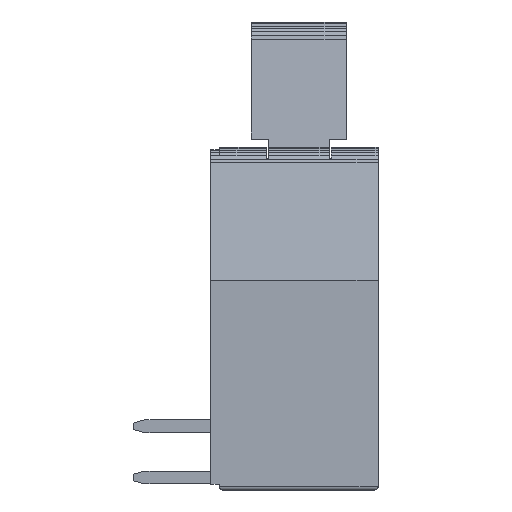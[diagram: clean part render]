
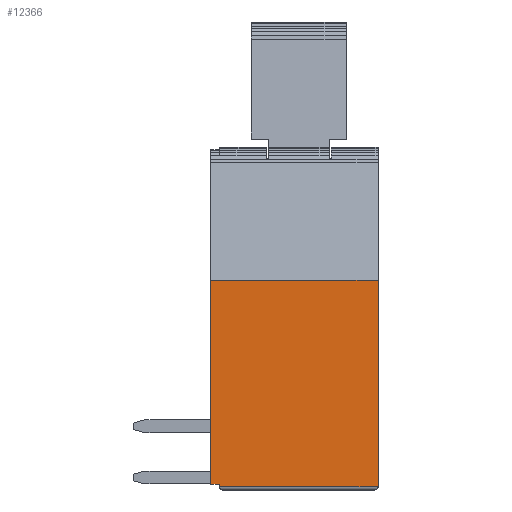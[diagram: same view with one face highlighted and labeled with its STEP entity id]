
A CAD part, left-side view. The second image highlights one B-rep face of the part: STEP entity #12366.
In plain terms, the highlighted planar face has unit normal (-1, 0, 0).
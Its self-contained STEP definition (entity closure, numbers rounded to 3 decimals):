
#4602=EDGE_CURVE('',#5150,#5252,#13709,.T.);
#5150=VERTEX_POINT('',#14305);
#5252=VERTEX_POINT('',#14415);
#5570=EDGE_CURVE('',#12552,#12508,#14753,.T.);
#9050=EDGE_CURVE('',#9746,#12552,#18566,.T.);
#9646=EDGE_CURVE('',#10674,#5252,#19215,.T.);
#9746=VERTEX_POINT('',#19328);
#10068=EDGE_CURVE('',#12508,#10674,#19680,.T.);
#10674=VERTEX_POINT('',#20338);
#11196=EDGE_CURVE('',#9746,#5150,#20907,.T.);
#12366=ADVANCED_FACE('',(#22226),#22227,.T.);
#12508=VERTEX_POINT('',#22380);
#12552=VERTEX_POINT('',#22430);
#13709=LINE('',#23701,#23702);
#14305=CARTESIAN_POINT('',(-35.,0.0,0.15));
#14415=CARTESIAN_POINT('',(-35.,0.0,10.4));
#14753=LINE('',#25234,#25235);
#18566=LINE('',#30691,#30692);
#19215=LINE('',#31627,#31628);
#19328=CARTESIAN_POINT('',(-35.0,7.857,0.15));
#19680=LINE('',#32314,#32315);
#20338=CARTESIAN_POINT('',(-35.,8.3,10.4));
#20907=LINE('',#34089,#34090);
#22226=FACE_OUTER_BOUND('',#35983,.T.);
#22227=PLANE('',#35984);
#22380=CARTESIAN_POINT('',(-35.0,8.3,0.294));
#22430=CARTESIAN_POINT('',(-35.0,7.857,0.294));
#23701=CARTESIAN_POINT('',(-35.0,0.,0.0));
#23702=VECTOR('',#38072,1.0);
#25234=CARTESIAN_POINT('',(-35.0,4.154,0.294));
#25235=VECTOR('',#39099,1.0);
#30691=CARTESIAN_POINT('',(-35.0,7.857,0.147));
#30692=VECTOR('',#43053,1.0);
#31627=CARTESIAN_POINT('',(-35.,4.15,10.4));
#31628=VECTOR('',#43666,1.0);
#32314=CARTESIAN_POINT('',(-35.0,8.3,0.0));
#32315=VECTOR('',#44148,1.0);
#34089=CARTESIAN_POINT('',(-35.0,4.15,0.15));
#34090=VECTOR('',#45321,1.0);
#35983=EDGE_LOOP('',(#46754,#46755,#46756,#46757,#46758,#46759));
#35984=AXIS2_PLACEMENT_3D('',#46760,#46761,#46762);
#38072=DIRECTION('',(0.0,0.0,1.0));
#39099=DIRECTION('',(0.0,1.0,0.));
#43053=DIRECTION('',(0.0,0.,1.0));
#43666=DIRECTION('',(0.0,-1.0,0.));
#44148=DIRECTION('',(0.0,0.0,1.0));
#45321=DIRECTION('',(0.0,-1.0,0.));
#46754=ORIENTED_EDGE('',*,*,#9050,.F.);
#46755=ORIENTED_EDGE('',*,*,#11196,.T.);
#46756=ORIENTED_EDGE('',*,*,#4602,.T.);
#46757=ORIENTED_EDGE('',*,*,#9646,.F.);
#46758=ORIENTED_EDGE('',*,*,#10068,.F.);
#46759=ORIENTED_EDGE('',*,*,#5570,.F.);
#46760=CARTESIAN_POINT('',(-35.0,0.,0.0));
#46761=DIRECTION('',(-1.0,0.0,0.0));
#46762=DIRECTION('',(0.0,-1.0,0.0));
